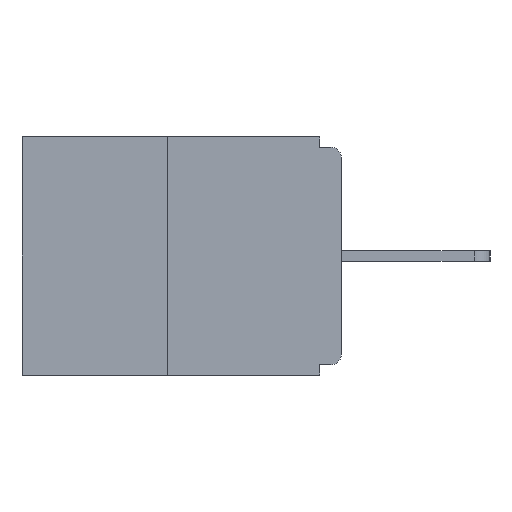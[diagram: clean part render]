
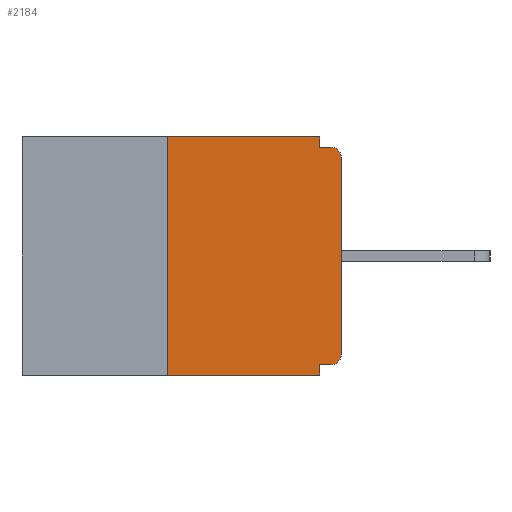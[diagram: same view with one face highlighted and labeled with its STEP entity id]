
A CAD part, left-side view. The second image highlights one B-rep face of the part: STEP entity #2184.
In plain terms, the highlighted planar face has unit normal (-1, 0, 0).
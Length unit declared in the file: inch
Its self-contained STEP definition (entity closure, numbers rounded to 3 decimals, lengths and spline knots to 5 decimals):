
#6 = LINE ( 'NONE', #1200, #2547 ) ;
#176 = CIRCLE ( 'NONE', #2314, 0.015 ) ;
#349 = VECTOR ( 'NONE', #3504, 39.37008 ) ;
#386 = DIRECTION ( 'NONE',  ( 0., 0., -1. ) ) ;
#474 = ORIENTED_EDGE ( 'NONE', *, *, #1174, .T. ) ;
#488 = DIRECTION ( 'NONE',  ( 1., 0., 0. ) ) ;
#687 = VECTOR ( 'NONE', #12033, 39.37008 ) ;
#1101 = LINE ( 'NONE', #5170, #6538 ) ;
#1174 = EDGE_CURVE ( 'NONE', #10598, #10109, #8951, .T. ) ;
#1200 = CARTESIAN_POINT ( 'NONE',  ( 0., 0.031, 0. ) ) ;
#1227 = DIRECTION ( 'NONE',  ( 0., 0., -1. ) ) ;
#1247 = CARTESIAN_POINT ( 'NONE',  ( 0., 0.031, -0.015 ) ) ;
#1331 = LINE ( 'NONE', #7556, #2798 ) ;
#1594 = VERTEX_POINT ( 'NONE', #11767 ) ;
#1965 = ORIENTED_EDGE ( 'NONE', *, *, #11625, .F. ) ;
#1986 = EDGE_CURVE ( 'NONE', #2804, #10598, #10351, .T. ) ;
#2123 = ORIENTED_EDGE ( 'NONE', *, *, #9107, .F. ) ;
#2184 = ADVANCED_FACE ( 'NONE', ( #4421 ), #4362, .F. ) ;
#2257 = LINE ( 'NONE', #6306, #349 ) ;
#2314 = AXIS2_PLACEMENT_3D ( 'NONE', #5449, #7541, #386 ) ;
#2464 = CARTESIAN_POINT ( 'NONE',  ( 0., 0.25, -0.343 ) ) ;
#2547 = VECTOR ( 'NONE', #7303, 39.37008 ) ;
#2798 = VECTOR ( 'NONE', #5397, 39.37008 ) ;
#2804 = VERTEX_POINT ( 'NONE', #11827 ) ;
#3390 = EDGE_CURVE ( 'NONE', #1594, #12499, #11283, .T. ) ;
#3504 = DIRECTION ( 'NONE',  ( 0., -1., 0. ) ) ;
#4046 = DIRECTION ( 'NONE',  ( 0., -1., 0. ) ) ;
#4059 = EDGE_CURVE ( 'NONE', #11797, #4090, #1101, .T. ) ;
#4090 = VERTEX_POINT ( 'NONE', #4367 ) ;
#4138 = EDGE_LOOP ( 'NONE', ( #2123, #12252, #7474, #8955, #8018, #6935, #474, #9478, #7072, #1965 ) ) ;
#4362 = PLANE ( 'NONE',  #6147 ) ;
#4367 = CARTESIAN_POINT ( 'NONE',  ( 0., 0.25, 0. ) ) ;
#4405 = VECTOR ( 'NONE', #1227, 39.37008 ) ;
#4421 = FACE_OUTER_BOUND ( 'NONE', #4138, .T. ) ;
#4699 = DIRECTION ( 'NONE',  ( 0., 0., -1. ) ) ;
#4736 = LINE ( 'NONE', #7770, #4891 ) ;
#4891 = VECTOR ( 'NONE', #11786, 39.37008 ) ;
#4965 = DIRECTION ( 'NONE',  ( -1., 0., 0. ) ) ;
#5170 = CARTESIAN_POINT ( 'NONE',  ( 0., 0.25, 0. ) ) ;
#5309 = AXIS2_PLACEMENT_3D ( 'NONE', #9967, #4965, #4699 ) ;
#5397 = DIRECTION ( 'NONE',  ( 0., -1., 0. ) ) ;
#5449 = CARTESIAN_POINT ( 'NONE',  ( 0., 0.015, -0.03 ) ) ;
#5757 = VERTEX_POINT ( 'NONE', #11997 ) ;
#5809 = CARTESIAN_POINT ( 'NONE',  ( 0., 0.031, 0. ) ) ;
#5971 = CARTESIAN_POINT ( 'NONE',  ( 0., 0.46, 0. ) ) ;
#6147 = AXIS2_PLACEMENT_3D ( 'NONE', #10601, #488, #8571 ) ;
#6203 = CARTESIAN_POINT ( 'NONE',  ( 0., 0.031, -0.343 ) ) ;
#6306 = CARTESIAN_POINT ( 'NONE',  ( 0., 0., -0.015 ) ) ;
#6538 = VECTOR ( 'NONE', #9060, 39.37008 ) ;
#6898 = LINE ( 'NONE', #5971, #10909 ) ;
#6935 = ORIENTED_EDGE ( 'NONE', *, *, #1986, .T. ) ;
#7070 = CARTESIAN_POINT ( 'NONE',  ( 0., 0.031, -0.343 ) ) ;
#7072 = ORIENTED_EDGE ( 'NONE', *, *, #9298, .F. ) ;
#7303 = DIRECTION ( 'NONE',  ( 0., 0., -1. ) ) ;
#7474 = ORIENTED_EDGE ( 'NONE', *, *, #13045, .T. ) ;
#7541 = DIRECTION ( 'NONE',  ( -1., 0., 0. ) ) ;
#7556 = CARTESIAN_POINT ( 'NONE',  ( 0., 0.46, -0.343 ) ) ;
#7770 = CARTESIAN_POINT ( 'NONE',  ( 0., 0., -0.328 ) ) ;
#8018 = ORIENTED_EDGE ( 'NONE', *, *, #11559, .F. ) ;
#8571 = DIRECTION ( 'NONE',  ( 0., 0., -1. ) ) ;
#8951 = LINE ( 'NONE', #12095, #687 ) ;
#8955 = ORIENTED_EDGE ( 'NONE', *, *, #3390, .F. ) ;
#9060 = DIRECTION ( 'NONE',  ( 0., 0., 1. ) ) ;
#9107 = EDGE_CURVE ( 'NONE', #4090, #11023, #6898, .T. ) ;
#9298 = EDGE_CURVE ( 'NONE', #10569, #5757, #2257, .T. ) ;
#9478 = ORIENTED_EDGE ( 'NONE', *, *, #10493, .T. ) ;
#9967 = CARTESIAN_POINT ( 'NONE',  ( 0., 0.015, -0.313 ) ) ;
#10109 = VERTEX_POINT ( 'NONE', #12430 ) ;
#10351 = CIRCLE ( 'NONE', #5309, 0.015 ) ;
#10493 = EDGE_CURVE ( 'NONE', #10109, #5757, #176, .T. ) ;
#10569 = VERTEX_POINT ( 'NONE', #1247 ) ;
#10598 = VERTEX_POINT ( 'NONE', #11692 ) ;
#10601 = CARTESIAN_POINT ( 'NONE',  ( 0., 0.46, 0. ) ) ;
#10909 = VECTOR ( 'NONE', #4046, 39.37008 ) ;
#11023 = VERTEX_POINT ( 'NONE', #5809 ) ;
#11283 = LINE ( 'NONE', #7070, #4405 ) ;
#11559 = EDGE_CURVE ( 'NONE', #2804, #1594, #4736, .T. ) ;
#11625 = EDGE_CURVE ( 'NONE', #11023, #10569, #6, .T. ) ;
#11692 = CARTESIAN_POINT ( 'NONE',  ( 0., 0., -0.313 ) ) ;
#11767 = CARTESIAN_POINT ( 'NONE',  ( 0., 0.031, -0.328 ) ) ;
#11786 = DIRECTION ( 'NONE',  ( 0., 1., 0. ) ) ;
#11797 = VERTEX_POINT ( 'NONE', #2464 ) ;
#11827 = CARTESIAN_POINT ( 'NONE',  ( 0., 0.015, -0.328 ) ) ;
#11997 = CARTESIAN_POINT ( 'NONE',  ( 0., 0.015, -0.015 ) ) ;
#12033 = DIRECTION ( 'NONE',  ( 0., 0., 1. ) ) ;
#12095 = CARTESIAN_POINT ( 'NONE',  ( 0., 0., 0. ) ) ;
#12252 = ORIENTED_EDGE ( 'NONE', *, *, #4059, .F. ) ;
#12430 = CARTESIAN_POINT ( 'NONE',  ( 0., 0., -0.03 ) ) ;
#12499 = VERTEX_POINT ( 'NONE', #6203 ) ;
#13045 = EDGE_CURVE ( 'NONE', #11797, #12499, #1331, .T. ) ;
